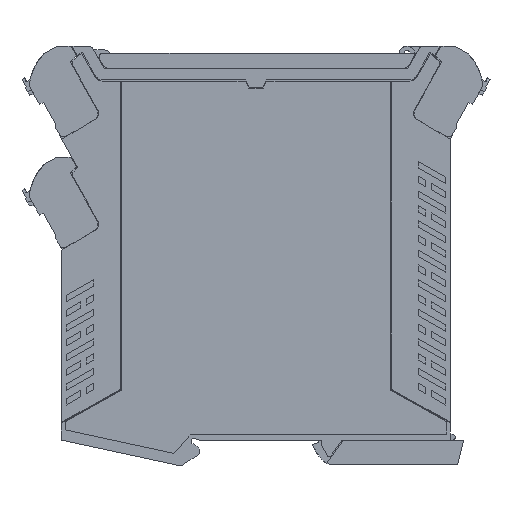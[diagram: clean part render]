
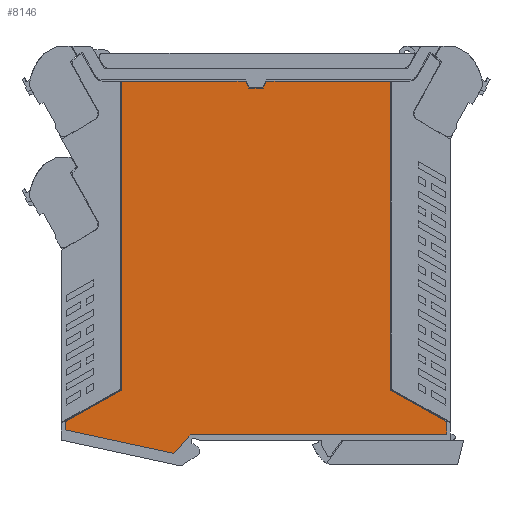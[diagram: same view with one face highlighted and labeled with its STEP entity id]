
A CAD part, left-side view. The second image highlights one B-rep face of the part: STEP entity #8146.
In plain terms, the highlighted planar face has unit normal (-1, 0, 0).
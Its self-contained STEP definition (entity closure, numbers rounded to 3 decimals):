
#8124=AXIS2_PLACEMENT_3D('Plane Axis2P3D',#8121,#8122,#8123) ;
#6020=CARTESIAN_POINT('Vertex',(0.,11.73,12.04)) ;
#6023=CARTESIAN_POINT('Line Origine',(0.,11.73,10.332)) ;
#6027=CARTESIAN_POINT('Vertex',(0.,11.73,8.624)) ;
#6043=CARTESIAN_POINT('Line Origine',(0.,63.598,8.624)) ;
#6047=CARTESIAN_POINT('Vertex',(0.,81.289,8.624)) ;
#6063=CARTESIAN_POINT('Line Origine',(0.,83.805,5.745)) ;
#6067=CARTESIAN_POINT('Vertex',(0.,85.842,3.413)) ;
#6069=CARTESIAN_POINT('Vertex',(0.,81.767,8.077)) ;
#6077=CARTESIAN_POINT('Line Origine',(0.,81.526,8.353)) ;
#6081=CARTESIAN_POINT('Vertex',(0.,81.762,8.082)) ;
#6084=CARTESIAN_POINT('Line Origine',(0.,81.765,8.079)) ;
#6101=CARTESIAN_POINT('Line Origine',(0.,100.618,6.592)) ;
#6105=CARTESIAN_POINT('Vertex',(0.,115.395,9.771)) ;
#6121=CARTESIAN_POINT('Line Origine',(0.,115.395,10.906)) ;
#6125=CARTESIAN_POINT('Vertex',(0.,115.395,12.04)) ;
#6141=CARTESIAN_POINT('Line Origine',(0.,107.778,16.305)) ;
#6145=CARTESIAN_POINT('Vertex',(0.,100.162,20.571)) ;
#6161=CARTESIAN_POINT('Line Origine',(0.,100.162,62.547)) ;
#6165=CARTESIAN_POINT('Vertex',(0.,100.162,104.524)) ;
#6181=CARTESIAN_POINT('Line Origine',(0.,68.143,104.524)) ;
#6185=CARTESIAN_POINT('Vertex',(0.,66.393,104.524)) ;
#6187=CARTESIAN_POINT('Vertex',(0.,69.893,104.524)) ;
#6195=CARTESIAN_POINT('Line Origine',(0.,85.028,104.524)) ;
#6214=CARTESIAN_POINT('Line Origine',(0.,65.95,103.574)) ;
#6218=CARTESIAN_POINT('Vertex',(0.,65.507,102.624)) ;
#6238=CARTESIAN_POINT('Vertex',(0.,61.618,102.624)) ;
#6241=CARTESIAN_POINT('Line Origine',(0.,63.562,102.624)) ;
#6259=CARTESIAN_POINT('Line Origine',(0.,61.175,103.574)) ;
#6263=CARTESIAN_POINT('Vertex',(0.,60.732,104.524)) ;
#6279=CARTESIAN_POINT('Line Origine',(0.,42.097,104.524)) ;
#6283=CARTESIAN_POINT('Vertex',(0.,26.962,104.524)) ;
#6285=CARTESIAN_POINT('Vertex',(0.,57.232,104.524)) ;
#6293=CARTESIAN_POINT('Line Origine',(0.,58.982,104.524)) ;
#6307=CARTESIAN_POINT('Line Origine',(0.,26.962,62.547)) ;
#6311=CARTESIAN_POINT('Vertex',(0.,26.962,20.571)) ;
#6327=CARTESIAN_POINT('Line Origine',(0.,19.346,16.305)) ;
#8121=CARTESIAN_POINT('Axis2P3D Location',(0.,63.562,7.024)) ;
#6024=DIRECTION('Vector Direction',(0.,0.,1.)) ;
#6044=DIRECTION('Vector Direction',(0.,1.,0.)) ;
#6064=DIRECTION('Vector Direction',(0.,-0.658,0.753)) ;
#6078=DIRECTION('Vector Direction',(0.,-0.658,0.753)) ;
#6085=DIRECTION('Vector Direction',(0.,-0.658,0.753)) ;
#6102=DIRECTION('Vector Direction',(0.,-0.978,-0.21)) ;
#6122=DIRECTION('Vector Direction',(0.,0.,-1.)) ;
#6142=DIRECTION('Vector Direction',(0.,0.872,-0.489)) ;
#6162=DIRECTION('Vector Direction',(0.,0.,-1.)) ;
#6182=DIRECTION('Vector Direction',(0.,1.,0.)) ;
#6196=DIRECTION('Vector Direction',(0.,1.,0.)) ;
#6215=DIRECTION('Vector Direction',(0.,0.423,0.906)) ;
#6242=DIRECTION('Vector Direction',(0.,1.,0.)) ;
#6260=DIRECTION('Vector Direction',(0.,-0.423,0.906)) ;
#6280=DIRECTION('Vector Direction',(0.,1.,0.)) ;
#6294=DIRECTION('Vector Direction',(0.,1.,0.)) ;
#6308=DIRECTION('Vector Direction',(0.,0.,1.)) ;
#6328=DIRECTION('Vector Direction',(0.,0.872,0.489)) ;
#8122=DIRECTION('Axis2P3D Direction',(-1.,0.,0.)) ;
#8123=DIRECTION('Axis2P3D XDirection',(0.,1.,0.)) ;
#6025=VECTOR('Line Direction',#6024,1.) ;
#6045=VECTOR('Line Direction',#6044,1.) ;
#6065=VECTOR('Line Direction',#6064,1.) ;
#6079=VECTOR('Line Direction',#6078,1.) ;
#6086=VECTOR('Line Direction',#6085,1.) ;
#6103=VECTOR('Line Direction',#6102,1.) ;
#6123=VECTOR('Line Direction',#6122,1.) ;
#6143=VECTOR('Line Direction',#6142,1.) ;
#6163=VECTOR('Line Direction',#6162,1.) ;
#6183=VECTOR('Line Direction',#6182,1.) ;
#6197=VECTOR('Line Direction',#6196,1.) ;
#6216=VECTOR('Line Direction',#6215,1.) ;
#6243=VECTOR('Line Direction',#6242,1.) ;
#6261=VECTOR('Line Direction',#6260,1.) ;
#6281=VECTOR('Line Direction',#6280,1.) ;
#6295=VECTOR('Line Direction',#6294,1.) ;
#6309=VECTOR('Line Direction',#6308,1.) ;
#6329=VECTOR('Line Direction',#6328,1.) ;
#8127=ORIENTED_EDGE('',*,*,#6245,.T.) ;
#8128=ORIENTED_EDGE('',*,*,#6220,.T.) ;
#8129=ORIENTED_EDGE('',*,*,#6189,.T.) ;
#8130=ORIENTED_EDGE('',*,*,#6199,.T.) ;
#8131=ORIENTED_EDGE('',*,*,#6167,.T.) ;
#8132=ORIENTED_EDGE('',*,*,#6147,.T.) ;
#8133=ORIENTED_EDGE('',*,*,#6127,.T.) ;
#8134=ORIENTED_EDGE('',*,*,#6107,.T.) ;
#8135=ORIENTED_EDGE('',*,*,#6071,.T.) ;
#8136=ORIENTED_EDGE('',*,*,#6088,.T.) ;
#8137=ORIENTED_EDGE('',*,*,#6083,.T.) ;
#8138=ORIENTED_EDGE('',*,*,#6049,.T.) ;
#8139=ORIENTED_EDGE('',*,*,#6029,.T.) ;
#8140=ORIENTED_EDGE('',*,*,#6331,.T.) ;
#8141=ORIENTED_EDGE('',*,*,#6313,.T.) ;
#8142=ORIENTED_EDGE('',*,*,#6287,.T.) ;
#8143=ORIENTED_EDGE('',*,*,#6297,.T.) ;
#8144=ORIENTED_EDGE('',*,*,#6265,.T.) ;
#8146=ADVANCED_FACE('GEHAEUSE',(#8145),#8125,.T.) ;
#6029=EDGE_CURVE('',#6028,#6021,#6026,.T.) ;
#6049=EDGE_CURVE('',#6048,#6028,#6046,.F.) ;
#6071=EDGE_CURVE('',#6068,#6070,#6066,.T.) ;
#6083=EDGE_CURVE('',#6082,#6048,#6080,.T.) ;
#6088=EDGE_CURVE('',#6070,#6082,#6087,.T.) ;
#6107=EDGE_CURVE('',#6106,#6068,#6104,.T.) ;
#6127=EDGE_CURVE('',#6126,#6106,#6124,.T.) ;
#6147=EDGE_CURVE('',#6146,#6126,#6144,.T.) ;
#6167=EDGE_CURVE('',#6166,#6146,#6164,.T.) ;
#6189=EDGE_CURVE('',#6186,#6188,#6184,.T.) ;
#6199=EDGE_CURVE('',#6188,#6166,#6198,.T.) ;
#6220=EDGE_CURVE('',#6219,#6186,#6217,.T.) ;
#6245=EDGE_CURVE('',#6239,#6219,#6244,.T.) ;
#6265=EDGE_CURVE('',#6264,#6239,#6262,.F.) ;
#6287=EDGE_CURVE('',#6284,#6286,#6282,.T.) ;
#6297=EDGE_CURVE('',#6286,#6264,#6296,.T.) ;
#6313=EDGE_CURVE('',#6312,#6284,#6310,.T.) ;
#6331=EDGE_CURVE('',#6021,#6312,#6330,.T.) ;
#8126=EDGE_LOOP('',(#8127,#8128,#8129,#8130,#8131,#8132,#8133,#8134,#8135,#8136,#8137,#8138,#8139,#8140,#8141,#8142,#8143,#8144)) ;
#8145=FACE_OUTER_BOUND('',#8126,.T.) ;
#6026=LINE('Line',#6023,#6025) ;
#6046=LINE('Line',#6043,#6045) ;
#6066=LINE('Line',#6063,#6065) ;
#6080=LINE('Line',#6077,#6079) ;
#6087=LINE('Line',#6084,#6086) ;
#6104=LINE('Line',#6101,#6103) ;
#6124=LINE('Line',#6121,#6123) ;
#6144=LINE('Line',#6141,#6143) ;
#6164=LINE('Line',#6161,#6163) ;
#6184=LINE('Line',#6181,#6183) ;
#6198=LINE('Line',#6195,#6197) ;
#6217=LINE('Line',#6214,#6216) ;
#6244=LINE('Line',#6241,#6243) ;
#6262=LINE('Line',#6259,#6261) ;
#6282=LINE('Line',#6279,#6281) ;
#6296=LINE('Line',#6293,#6295) ;
#6310=LINE('Line',#6307,#6309) ;
#6330=LINE('Line',#6327,#6329) ;
#8125=PLANE('',#8124) ;
#6021=VERTEX_POINT('',#6020) ;
#6028=VERTEX_POINT('',#6027) ;
#6048=VERTEX_POINT('',#6047) ;
#6068=VERTEX_POINT('',#6067) ;
#6070=VERTEX_POINT('',#6069) ;
#6082=VERTEX_POINT('',#6081) ;
#6106=VERTEX_POINT('',#6105) ;
#6126=VERTEX_POINT('',#6125) ;
#6146=VERTEX_POINT('',#6145) ;
#6166=VERTEX_POINT('',#6165) ;
#6186=VERTEX_POINT('',#6185) ;
#6188=VERTEX_POINT('',#6187) ;
#6219=VERTEX_POINT('',#6218) ;
#6239=VERTEX_POINT('',#6238) ;
#6264=VERTEX_POINT('',#6263) ;
#6284=VERTEX_POINT('',#6283) ;
#6286=VERTEX_POINT('',#6285) ;
#6312=VERTEX_POINT('',#6311) ;
